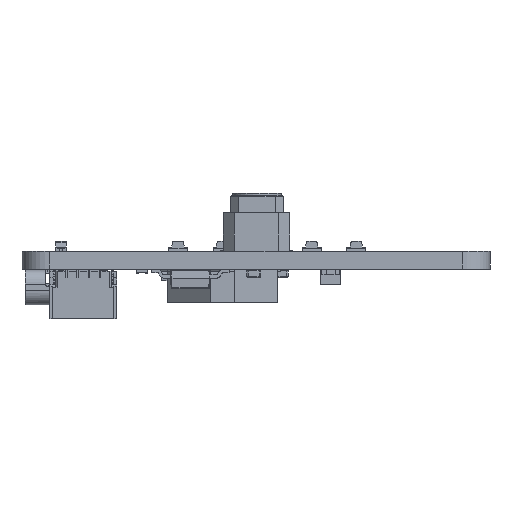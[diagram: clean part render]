
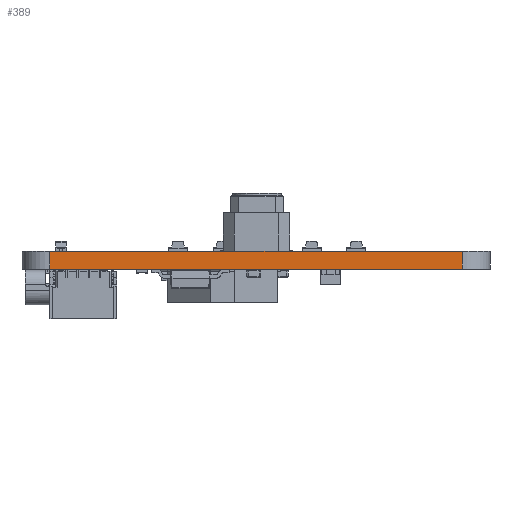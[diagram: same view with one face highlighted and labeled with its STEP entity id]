
A CAD part, left-side view. The second image highlights one B-rep face of the part: STEP entity #389.
In plain terms, the highlighted planar face has unit normal (-1, 0, 0).
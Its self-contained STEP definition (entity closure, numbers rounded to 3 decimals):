
#327 = EDGE_CURVE('',#328,#330,#332,.T.);
#328 = VERTEX_POINT('',#329);
#329 = CARTESIAN_POINT('',(0.,2.5,0.));
#330 = VERTEX_POINT('',#331);
#331 = CARTESIAN_POINT('',(0.,2.5,1.595));
#332 = LINE('',#333,#334);
#333 = CARTESIAN_POINT('',(0.,2.5,0.));
#334 = VECTOR('',#335,1.);
#335 = DIRECTION('',(0.,0.,1.));
#389 = ADVANCED_FACE('',(#390),#415,.F.);
#390 = FACE_BOUND('',#391,.F.);
#391 = EDGE_LOOP('',(#392,#402,#408,#409));
#392 = ORIENTED_EDGE('',*,*,#393,.T.);
#393 = EDGE_CURVE('',#394,#396,#398,.T.);
#394 = VERTEX_POINT('',#395);
#395 = CARTESIAN_POINT('',(0.,39.5,0.));
#396 = VERTEX_POINT('',#397);
#397 = CARTESIAN_POINT('',(0.,39.5,1.595));
#398 = LINE('',#399,#400);
#399 = CARTESIAN_POINT('',(0.,39.5,0.));
#400 = VECTOR('',#401,1.);
#401 = DIRECTION('',(0.,0.,1.));
#402 = ORIENTED_EDGE('',*,*,#403,.T.);
#403 = EDGE_CURVE('',#396,#330,#404,.T.);
#404 = LINE('',#405,#406);
#405 = CARTESIAN_POINT('',(0.,39.5,1.595));
#406 = VECTOR('',#407,1.);
#407 = DIRECTION('',(0.,-1.,0.));
#408 = ORIENTED_EDGE('',*,*,#327,.F.);
#409 = ORIENTED_EDGE('',*,*,#410,.F.);
#410 = EDGE_CURVE('',#394,#328,#411,.T.);
#411 = LINE('',#412,#413);
#412 = CARTESIAN_POINT('',(0.,39.5,0.));
#413 = VECTOR('',#414,1.);
#414 = DIRECTION('',(0.,-1.,0.));
#415 = PLANE('',#416);
#416 = AXIS2_PLACEMENT_3D('',#417,#418,#419);
#417 = CARTESIAN_POINT('',(0.,39.5,0.));
#418 = DIRECTION('',(1.,0.,-0.));
#419 = DIRECTION('',(0.,-1.,0.));
